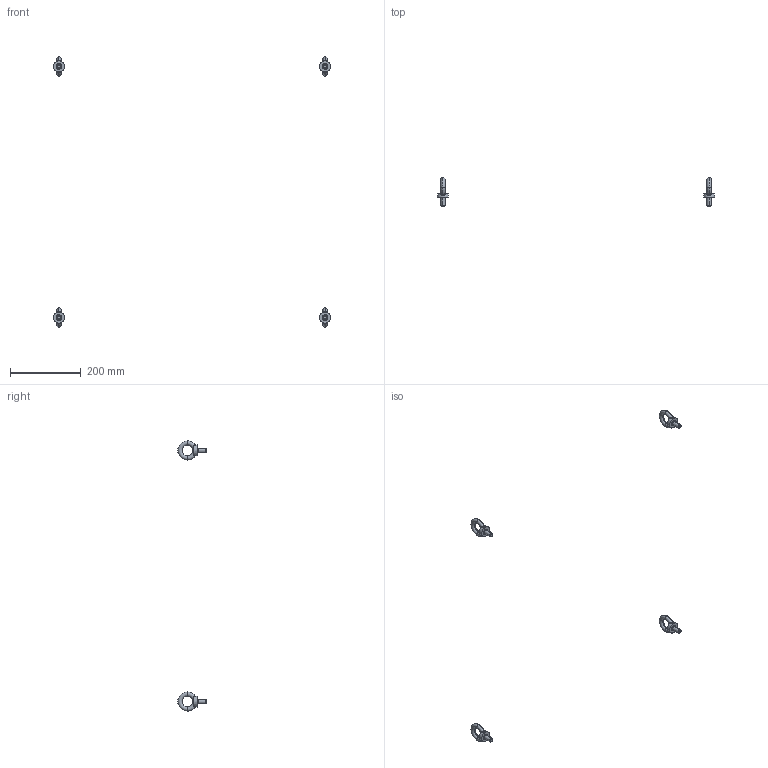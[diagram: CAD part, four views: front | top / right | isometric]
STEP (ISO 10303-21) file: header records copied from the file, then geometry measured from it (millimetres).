
FILE_DESCRIPTION (( 'STEP AP214' ), '1' );
FILE_NAME ('ALR4M12 Ðûì áîëòû Ì12.step', '2020-11-05T13:37:55', ( '' ), ( '' ), 'SwSTEP 2.0', 'SolidWorks 2019', '' );
FILE_SCHEMA (( 'AUTOMOTIVE_DESIGN' ));
Length unit declared in the file: millimetre
Products named in the file (2): Ðûì-áîëò Ì12_ ÃÎÑÒ 4751-73; ALR4M12 Ðûì áîëòû Ì12
Assembly tree (4 placements, depth 2):
  ALR4M12 Ðûì áîëòû Ì12
    Ðûì-áîëò Ì12_ ÃÎÑÒ 4751-73  x4
Bounding box: 781.22 x 80 x 761.5 mm (x, y, z)
Volume: 92373.6 mm3; surface area: 28630.3 mm2
Topology: 4 solids, 4 shells, 72 faces, 172 edges, 104 vertices
Faces by surface type: torus 24, cone 24, cylinder 8, plane 8, bspline 8
Entity records: 1046 total; most frequent: CARTESIAN_POINT 534, DIRECTION 98, ORIENTED_EDGE 86, AXIS2_PLACEMENT_3D 46, EDGE_CURVE 43, VERTEX_POINT 26, CIRCLE 23, EDGE_LOOP 19
